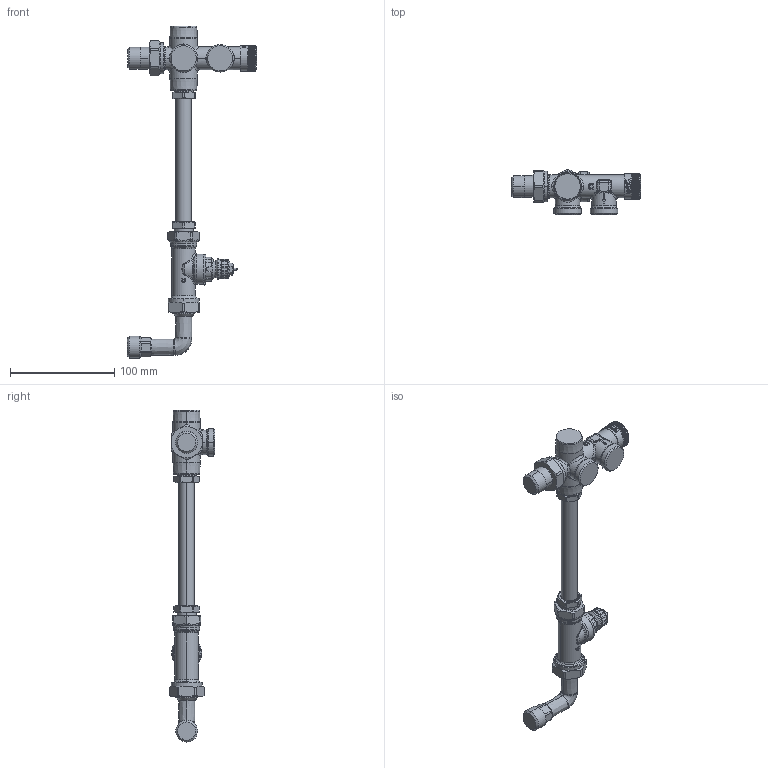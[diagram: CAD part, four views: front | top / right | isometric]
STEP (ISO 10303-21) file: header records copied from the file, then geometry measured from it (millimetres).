
FILE_DESCRIPTION((''),'2;1');
FILE_NAME('013G3343-BIM_SW0001','2023-03-01T13:15:19',('F09560'),(''),'CREO PARAMETRIC BY PTC INC, 2020342','CREO PARAMETRIC BY PTC INC, 2020342','');
FILE_SCHEMA(('AUTOMOTIVE_DESIGN { 1 0 10303 214 1 1 1 1 }'));
Products named in the file (1): 013G3343-BIM_SW0001
Bounding box: 124 x 43.75 x 318.88 mm (x, y, z)
Volume: 191925.5 mm3; surface area: 42238.6 mm2
Topology: 1 solids, 1 shells, 1622 faces, 4228 edges, 2675 vertices
Faces by surface type: plane 487, extrusion 341, cylinder 328, bspline 187, cone 124, torus 108, sphere 47
Entity records: 82000 total; most frequent: CARTESIAN_POINT 42825, ORIENTED_EDGE 8456, DIRECTION 6046, EDGE_CURVE 4228, VERTEX_POINT 2675, AXIS2_PLACEMENT_3D 2108, B_SPLINE_CURVE_WITH_KNOTS 2080, VECTOR 1827
